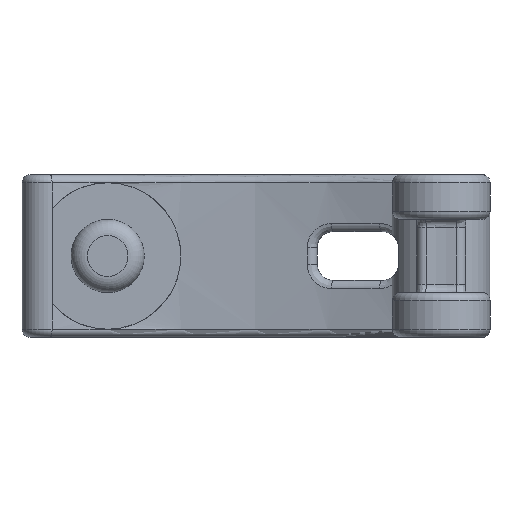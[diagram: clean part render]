
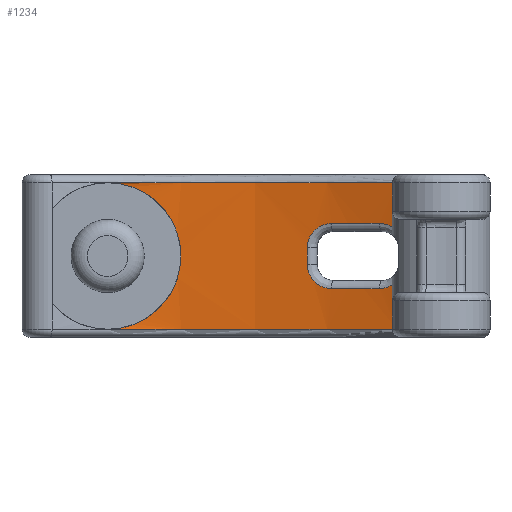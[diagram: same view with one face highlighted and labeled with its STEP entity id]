
A CAD part, front view. The second image highlights one B-rep face of the part: STEP entity #1234.
In plain terms, the highlighted cylindrical face has radius 34.557 mm (diameter 69.114 mm), a partial arc.
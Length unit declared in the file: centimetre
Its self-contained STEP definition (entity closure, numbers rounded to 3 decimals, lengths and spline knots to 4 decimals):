
#74=B_SPLINE_CURVE_WITH_KNOTS('',3,(#1831,#1832,#1833,#1834,#1835,#1836,
#1837,#1838,#1839,#1840,#1841,#1842,#1843,#1844,#1845,#1846,#1847,#1848,
#1849,#1850,#1851,#1852,#1853,#1854,#1855,#1856,#1857,#1858,#1859,#1860,
#1861),.UNSPECIFIED.,.F.,.U.,(4,2,2,2,2,2,2,3,2,2,2,2,2,2,4),(-1.1942,
-1.0245,-0.8519,-0.6794,-0.5092,
-0.339,-0.1695,0.,0.1695,0.339,
0.5092,0.6794,0.8519,1.0245,1.1942),
 .UNSPECIFIED.);
#76=B_SPLINE_CURVE_WITH_KNOTS('',3,(#1904,#1905,#1906,#1907,#1908,#1909,
#1910,#1911,#1912,#1913),.UNSPECIFIED.,.F.,.U.,(4,3,3,4),(0.2252,
0.2359,0.294,0.3539),.UNSPECIFIED.);
#77=B_SPLINE_CURVE_WITH_KNOTS('',3,(#1917,#1918,#1919,#1920,#1921,#1922,
#1923,#1924,#1925,#1926,#1927,#1928,#1929),.UNSPECIFIED.,.F.,.U.,(4,3,3,
3,4),(0.,0.0305,0.0794,0.1576,
0.2383),.UNSPECIFIED.);
#78=B_SPLINE_CURVE_WITH_KNOTS('',3,(#1933,#1934,#1935,#1936,#1937,#1938,
#1939,#1940,#1941,#1942,#1943,#1944,#1945),.UNSPECIFIED.,.F.,.U.,(4,3,3,
3,4),(0.,0.0305,0.0794,0.1576,
0.2382),.UNSPECIFIED.);
#79=B_SPLINE_CURVE_WITH_KNOTS('',3,(#1949,#1950,#1951,#1952,#1953,#1954,
#1955,#1956,#1957,#1958),.UNSPECIFIED.,.F.,.U.,(4,3,3,4),(0.97,
1.0154,1.088,1.0987),.UNSPECIFIED.);
#126=CIRCLE('',#1324,3.4557);
#127=CIRCLE('',#1325,3.4557);
#128=CIRCLE('',#1326,3.4557);
#129=CIRCLE('',#1327,3.4557);
#208=CYLINDRICAL_SURFACE('',#1323,3.4557);
#242=VERTEX_POINT('',#1830);
#243=VERTEX_POINT('',#1862);
#245=VERTEX_POINT('',#1901);
#246=VERTEX_POINT('',#1903);
#247=VERTEX_POINT('',#1914);
#248=VERTEX_POINT('',#1916);
#249=VERTEX_POINT('',#1930);
#250=VERTEX_POINT('',#1932);
#251=VERTEX_POINT('',#1946);
#252=VERTEX_POINT('',#1948);
#253=VERTEX_POINT('',#1959);
#254=VERTEX_POINT('',#1960);
#357=VECTOR('',#1493,1.);
#358=VECTOR('',#1496,1.);
#406=LINE('',#1902,#357);
#407=LINE('',#1931,#358);
#459=EDGE_CURVE('',#243,#242,#74,.T.);
#464=EDGE_CURVE('',#245,#242,#127,.T.);
#465=EDGE_CURVE('',#245,#246,#406,.T.);
#466=EDGE_CURVE('',#247,#246,#76,.F.);
#467=EDGE_CURVE('',#248,#247,#128,.T.);
#468=EDGE_CURVE('',#249,#248,#77,.F.);
#469=EDGE_CURVE('',#250,#249,#407,.T.);
#470=EDGE_CURVE('',#251,#250,#78,.F.);
#471=EDGE_CURVE('',#252,#251,#129,.T.);
#472=EDGE_CURVE('',#253,#252,#79,.F.);
#473=EDGE_CURVE('',#253,#254,#406,.T.);
#474=EDGE_CURVE('',#243,#254,#126,.T.);
#661=ORIENTED_EDGE('',*,*,#459,.T.);
#662=ORIENTED_EDGE('',*,*,#464,.F.);
#663=ORIENTED_EDGE('',*,*,#465,.T.);
#664=ORIENTED_EDGE('',*,*,#466,.F.);
#665=ORIENTED_EDGE('',*,*,#467,.F.);
#666=ORIENTED_EDGE('',*,*,#468,.F.);
#667=ORIENTED_EDGE('',*,*,#469,.F.);
#668=ORIENTED_EDGE('',*,*,#470,.F.);
#669=ORIENTED_EDGE('',*,*,#471,.F.);
#670=ORIENTED_EDGE('',*,*,#472,.F.);
#671=ORIENTED_EDGE('',*,*,#473,.T.);
#672=ORIENTED_EDGE('',*,*,#474,.F.);
#1025=EDGE_LOOP('',(#661,#662,#663,#664,#665,#666,#667,#668,#669,#670,#671,
#672));
#1130=FACE_BOUND('',#1025,.T.);
#1234=ADVANCED_FACE('',(#1130),#208,.F.);
#1323=AXIS2_PLACEMENT_3D('',#1898,#1487,#1488);
#1324=AXIS2_PLACEMENT_3D('',#1899,#1489,#1490);
#1325=AXIS2_PLACEMENT_3D('',#1900,#1491,#1492);
#1326=AXIS2_PLACEMENT_3D('',#1915,#1494,#1495);
#1327=AXIS2_PLACEMENT_3D('',#1947,#1497,#1498);
#1487=DIRECTION('',(0.,0.,1.));
#1488=DIRECTION('',(3.456,0.,0.));
#1489=DIRECTION('',(0.,0.,-1.));
#1490=DIRECTION('',(0.27,3.445,0.));
#1491=DIRECTION('',(0.,0.,1.));
#1492=DIRECTION('',(0.27,3.445,0.));
#1493=DIRECTION('',(0.,0.,1.));
#1494=DIRECTION('',(0.,0.,-1.));
#1495=DIRECTION('',(1.078,3.283,0.));
#1496=DIRECTION('',(0.,0.,-1.));
#1497=DIRECTION('',(0.,0.,1.));
#1498=DIRECTION('',(1.078,3.283,0.));
#1830=CARTESIAN_POINT('',(-2.0504,0.3561,0.05));
#1831=CARTESIAN_POINT('',(-2.4662,0.2738,0.672));
#1832=CARTESIAN_POINT('',(-2.4434,0.2798,0.7272));
#1833=CARTESIAN_POINT('',(-2.4091,0.2885,0.7774));
#1834=CARTESIAN_POINT('',(-2.3297,0.3069,0.8573));
#1835=CARTESIAN_POINT('',(-2.2791,0.3179,0.8922));
#1836=CARTESIAN_POINT('',(-2.1679,0.3386,0.9385));
#1837=CARTESIAN_POINT('',(-2.1074,0.3484,0.95));
#1838=CARTESIAN_POINT('',(-1.9942,0.3636,0.95));
#1839=CARTESIAN_POINT('',(-1.934,0.3702,0.9388));
#1840=CARTESIAN_POINT('',(-1.823,0.3795,0.893));
#1841=CARTESIAN_POINT('',(-1.7723,0.3824,0.8583));
#1842=CARTESIAN_POINT('',(-1.6922,0.3857,0.7782));
#1843=CARTESIAN_POINT('',(-1.6576,0.3864,0.7276));
#1844=CARTESIAN_POINT('',(-1.6117,0.387,0.6168));
#1845=CARTESIAN_POINT('',(-1.6004,0.387,0.5565));
#1846=CARTESIAN_POINT('',(-1.6004,0.387,0.5));
#1847=CARTESIAN_POINT('',(-1.6004,0.387,0.4435));
#1848=CARTESIAN_POINT('',(-1.6117,0.387,0.3832));
#1849=CARTESIAN_POINT('',(-1.6576,0.3864,0.2724));
#1850=CARTESIAN_POINT('',(-1.6922,0.3857,0.2218));
#1851=CARTESIAN_POINT('',(-1.7723,0.3824,0.1417));
#1852=CARTESIAN_POINT('',(-1.823,0.3795,0.107));
#1853=CARTESIAN_POINT('',(-1.934,0.3702,0.0612));
#1854=CARTESIAN_POINT('',(-1.9942,0.3636,0.05));
#1855=CARTESIAN_POINT('',(-2.1074,0.3484,0.05));
#1856=CARTESIAN_POINT('',(-2.1679,0.3386,0.0615));
#1857=CARTESIAN_POINT('',(-2.2791,0.3179,0.1078));
#1858=CARTESIAN_POINT('',(-2.3297,0.3069,0.1427));
#1859=CARTESIAN_POINT('',(-2.4091,0.2885,0.2226));
#1860=CARTESIAN_POINT('',(-2.4434,0.2798,0.2728));
#1861=CARTESIAN_POINT('',(-2.4662,0.2738,0.328));
#1862=CARTESIAN_POINT('',(-2.0504,0.3561,0.95));
#1898=CARTESIAN_POINT('',(-1.589,-3.0687,0.));
#1899=CARTESIAN_POINT('',(-1.589,-3.0687,0.95));
#1900=CARTESIAN_POINT('',(-1.589,-3.0687,0.05));
#1901=CARTESIAN_POINT('',(-0.2721,0.1263,0.05));
#1902=CARTESIAN_POINT('',(-0.2721,0.1263,0.));
#1903=CARTESIAN_POINT('',(-0.2721,0.1263,0.3469));
#1904=CARTESIAN_POINT('',(-0.2721,0.1263,0.3469));
#1905=CARTESIAN_POINT('',(-0.2745,0.1272,0.3444));
#1906=CARTESIAN_POINT('',(-0.2769,0.1282,0.3419));
#1907=CARTESIAN_POINT('',(-0.2794,0.1293,0.3396));
#1908=CARTESIAN_POINT('',(-0.293,0.1348,0.327));
#1909=CARTESIAN_POINT('',(-0.3086,0.1411,0.3171));
#1910=CARTESIAN_POINT('',(-0.3254,0.1477,0.3104));
#1911=CARTESIAN_POINT('',(-0.3426,0.1545,0.3035));
#1912=CARTESIAN_POINT('',(-0.3611,0.1616,0.3));
#1913=CARTESIAN_POINT('',(-0.3796,0.1684,0.3));
#1914=CARTESIAN_POINT('',(-0.3796,0.1684,0.3));
#1915=CARTESIAN_POINT('',(-1.589,-3.0687,0.3));
#1916=CARTESIAN_POINT('',(-0.6753,0.264,0.3));
#1917=CARTESIAN_POINT('',(-0.6753,0.264,0.3));
#1918=CARTESIAN_POINT('',(-0.685,0.2667,0.3));
#1919=CARTESIAN_POINT('',(-0.6947,0.2693,0.301));
#1920=CARTESIAN_POINT('',(-0.7043,0.2718,0.3029));
#1921=CARTESIAN_POINT('',(-0.7197,0.2759,0.306));
#1922=CARTESIAN_POINT('',(-0.7345,0.2797,0.3116));
#1923=CARTESIAN_POINT('',(-0.7482,0.2832,0.3195));
#1924=CARTESIAN_POINT('',(-0.7703,0.2887,0.3322));
#1925=CARTESIAN_POINT('',(-0.7891,0.2932,0.3508));
#1926=CARTESIAN_POINT('',(-0.8023,0.2963,0.3732));
#1927=CARTESIAN_POINT('',(-0.8158,0.2994,0.3962));
#1928=CARTESIAN_POINT('',(-0.8231,0.3011,0.4231));
#1929=CARTESIAN_POINT('',(-0.8231,0.3011,0.45));
#1930=CARTESIAN_POINT('',(-0.8231,0.3011,0.45));
#1931=CARTESIAN_POINT('',(-0.8231,0.3011,0.));
#1932=CARTESIAN_POINT('',(-0.8231,0.3011,0.55));
#1933=CARTESIAN_POINT('',(-0.8231,0.3011,0.55));
#1934=CARTESIAN_POINT('',(-0.8231,0.3011,0.5602));
#1935=CARTESIAN_POINT('',(-0.8221,0.3008,0.5705));
#1936=CARTESIAN_POINT('',(-0.82,0.3004,0.5805));
#1937=CARTESIAN_POINT('',(-0.8167,0.2996,0.5966));
#1938=CARTESIAN_POINT('',(-0.8109,0.2983,0.6119));
#1939=CARTESIAN_POINT('',(-0.8027,0.2964,0.626));
#1940=CARTESIAN_POINT('',(-0.7897,0.2933,0.6485));
#1941=CARTESIAN_POINT('',(-0.7709,0.2888,0.6672));
#1942=CARTESIAN_POINT('',(-0.7491,0.2834,0.68));
#1943=CARTESIAN_POINT('',(-0.7265,0.2777,0.6932));
#1944=CARTESIAN_POINT('',(-0.7008,0.271,0.7));
#1945=CARTESIAN_POINT('',(-0.6753,0.264,0.7));
#1946=CARTESIAN_POINT('',(-0.6753,0.264,0.7));
#1947=CARTESIAN_POINT('',(-1.589,-3.0687,0.7));
#1948=CARTESIAN_POINT('',(-0.3796,0.1684,0.7));
#1949=CARTESIAN_POINT('',(-0.3796,0.1684,0.7));
#1950=CARTESIAN_POINT('',(-0.3656,0.1632,0.7));
#1951=CARTESIAN_POINT('',(-0.3515,0.1579,0.698));
#1952=CARTESIAN_POINT('',(-0.3381,0.1526,0.694));
#1953=CARTESIAN_POINT('',(-0.3166,0.1443,0.6876));
#1954=CARTESIAN_POINT('',(-0.2964,0.1362,0.6762));
#1955=CARTESIAN_POINT('',(-0.2794,0.1293,0.6604));
#1956=CARTESIAN_POINT('',(-0.2769,0.1282,0.6581));
#1957=CARTESIAN_POINT('',(-0.2745,0.1272,0.6556));
#1958=CARTESIAN_POINT('',(-0.2721,0.1263,0.6531));
#1959=CARTESIAN_POINT('',(-0.2721,0.1263,0.6531));
#1960=CARTESIAN_POINT('',(-0.2721,0.1263,0.95));
